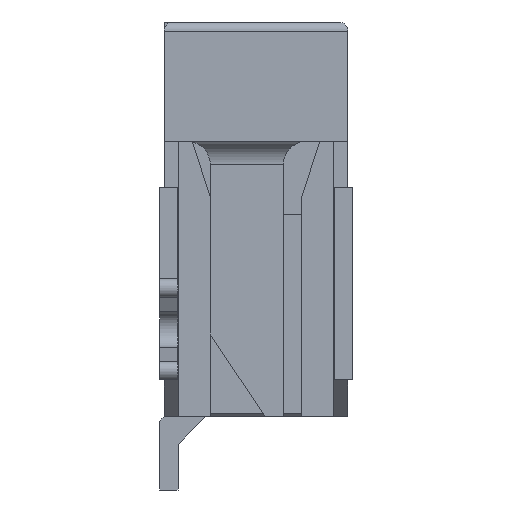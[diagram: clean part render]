
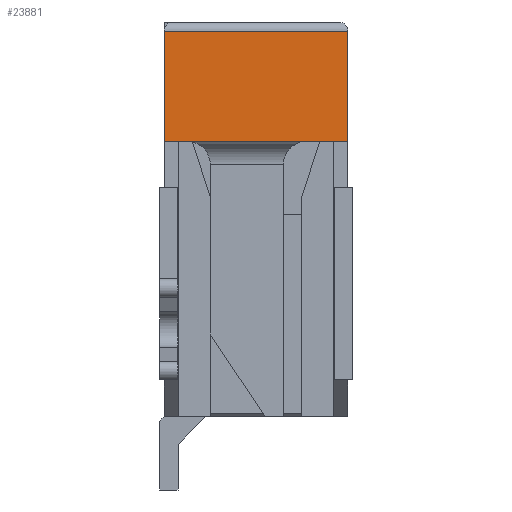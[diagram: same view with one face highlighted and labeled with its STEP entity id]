
A CAD part, left-side view. The second image highlights one B-rep face of the part: STEP entity #23881.
In plain terms, the highlighted planar face has unit normal (-1, 0, 0).
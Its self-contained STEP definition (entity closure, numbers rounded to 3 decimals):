
#7085=ORIENTED_EDGE('',*,*,#10669,.F.);
#7086=ORIENTED_EDGE('',*,*,#10670,.T.);
#7087=ORIENTED_EDGE('',*,*,#10671,.T.);
#7088=ORIENTED_EDGE('',*,*,#10661,.F.);
#10661=EDGE_CURVE('',#12944,#12945,#16318,.T.);
#10669=EDGE_CURVE('',#12952,#12944,#16326,.T.);
#10670=EDGE_CURVE('',#12952,#12953,#16327,.T.);
#10671=EDGE_CURVE('',#12953,#12945,#16328,.T.);
#12944=VERTEX_POINT('',#37439);
#12945=VERTEX_POINT('',#37441);
#12952=VERTEX_POINT('',#37457);
#12953=VERTEX_POINT('',#37459);
#16318=LINE('',#37440,#19717);
#16326=LINE('',#37456,#19725);
#16327=LINE('',#37458,#19726);
#16328=LINE('',#37460,#19727);
#19717=VECTOR('',#30583,1000.);
#19725=VECTOR('',#30593,1000.);
#19726=VECTOR('',#30594,1000.);
#19727=VECTOR('',#30595,1000.);
#20797=EDGE_LOOP('',(#7085,#7086,#7087,#7088));
#21840=FACE_BOUND('',#20797,.T.);
#22855=PLANE('',#25044);
#23881=ADVANCED_FACE('',(#21840),#22855,.T.);
#25044=AXIS2_PLACEMENT_3D('',#37455,#30591,#30592);
#30583=DIRECTION('',(0.,1.,0.));
#30591=DIRECTION('',(-1.,0.,0.));
#30592=DIRECTION('',(0.,0.,1.));
#30593=DIRECTION('',(0.,0.,-1.));
#30594=DIRECTION('',(0.,1.,0.));
#30595=DIRECTION('',(0.,0.,-1.));
#37439=CARTESIAN_POINT('',(-15.7,-1.,-0.65));
#37440=CARTESIAN_POINT('',(-15.7,-1.,-0.65));
#37441=CARTESIAN_POINT('',(-15.7,1.,-0.65));
#37455=CARTESIAN_POINT('',(-15.7,-1.,0.65));
#37456=CARTESIAN_POINT('',(-15.7,-1.,0.65));
#37457=CARTESIAN_POINT('',(-15.7,-1.,0.55));
#37458=CARTESIAN_POINT('',(-15.7,1.,0.55));
#37459=CARTESIAN_POINT('',(-15.7,1.,0.55));
#37460=CARTESIAN_POINT('',(-15.7,1.,0.65));
